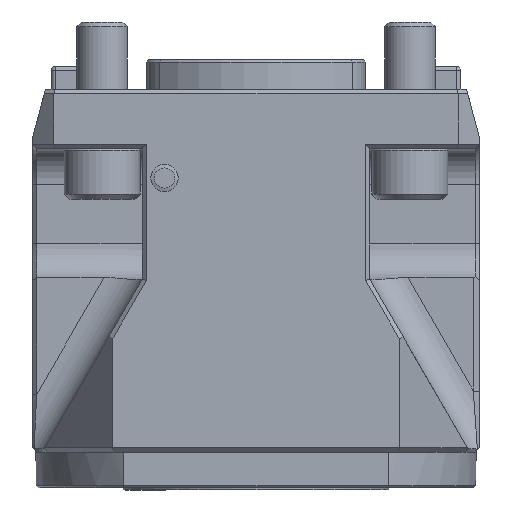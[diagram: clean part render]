
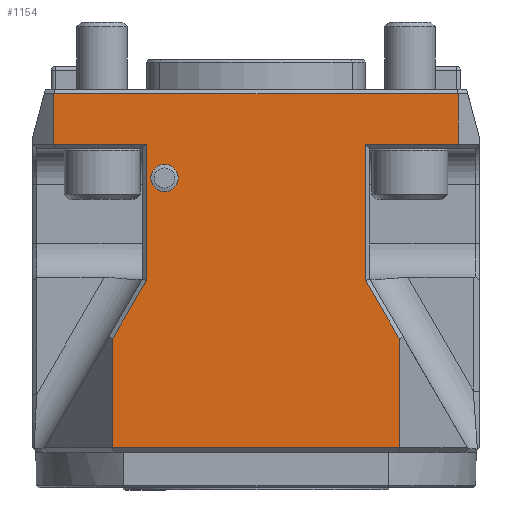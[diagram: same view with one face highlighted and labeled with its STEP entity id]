
A CAD part, left-side view. The second image highlights one B-rep face of the part: STEP entity #1154.
In plain terms, the highlighted planar face has unit normal (-1, 0, 0).
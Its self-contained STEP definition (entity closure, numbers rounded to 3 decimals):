
#138=LINE('',#6815,#547);
#157=LINE('',#6904,#566);
#173=LINE('',#6951,#582);
#183=LINE('',#6971,#592);
#195=LINE('',#7011,#604);
#201=LINE('',#7022,#610);
#202=LINE('',#7023,#611);
#203=LINE('',#7025,#612);
#204=LINE('',#7026,#613);
#205=LINE('',#7028,#614);
#206=LINE('',#7030,#615);
#207=LINE('',#7032,#616);
#547=VECTOR('',#5137,1.);
#566=VECTOR('',#5174,1.);
#582=VECTOR('',#5210,1.);
#592=VECTOR('',#5226,1.);
#604=VECTOR('',#5250,1.);
#610=VECTOR('',#5260,1.);
#611=VECTOR('',#5261,1.);
#612=VECTOR('',#5262,1.);
#613=VECTOR('',#5263,1.);
#614=VECTOR('',#5264,1.);
#615=VECTOR('',#5265,1.);
#616=VECTOR('',#5266,1.);
#1000=FACE_BOUND('',#1827,.T.);
#1001=FACE_BOUND('',#1828,.T.);
#1154=ADVANCED_FACE('',(#1000,#1001),#1406,.F.);
#1406=PLANE('',#4627);
#1827=EDGE_LOOP('',(#2313,#2314,#2315,#2316,#2317,#2318,#2319,#2320,#2321,
#2322,#2323,#2324));
#1828=EDGE_LOOP('',(#2325));
#2313=ORIENTED_EDGE('',*,*,#3869,.F.);
#2314=ORIENTED_EDGE('',*,*,#3890,.T.);
#2315=ORIENTED_EDGE('',*,*,#3838,.T.);
#2316=ORIENTED_EDGE('',*,*,#3891,.F.);
#2317=ORIENTED_EDGE('',*,*,#3892,.T.);
#2318=ORIENTED_EDGE('',*,*,#3884,.F.);
#2319=ORIENTED_EDGE('',*,*,#3812,.T.);
#2320=ORIENTED_EDGE('',*,*,#3893,.T.);
#2321=ORIENTED_EDGE('',*,*,#3894,.T.);
#2322=ORIENTED_EDGE('',*,*,#3895,.T.);
#2323=ORIENTED_EDGE('',*,*,#3896,.T.);
#2324=ORIENTED_EDGE('',*,*,#3859,.T.);
#2325=ORIENTED_EDGE('',*,*,#3897,.F.);
#3399=VERTEX_POINT('',#6810);
#3401=VERTEX_POINT('',#6814);
#3419=VERTEX_POINT('',#6898);
#3422=VERTEX_POINT('',#6903);
#3437=VERTEX_POINT('',#6950);
#3438=VERTEX_POINT('',#6952);
#3444=VERTEX_POINT('',#6970);
#3453=VERTEX_POINT('',#7012);
#3456=VERTEX_POINT('',#7024);
#3457=VERTEX_POINT('',#7027);
#3458=VERTEX_POINT('',#7029);
#3459=VERTEX_POINT('',#7031);
#3460=VERTEX_POINT('',#7034);
#3812=EDGE_CURVE('',#3399,#3401,#138,.T.);
#3838=EDGE_CURVE('',#3419,#3422,#157,.T.);
#3859=EDGE_CURVE('',#3438,#3437,#173,.T.);
#3869=EDGE_CURVE('',#3444,#3437,#183,.T.);
#3884=EDGE_CURVE('',#3399,#3453,#195,.T.);
#3890=EDGE_CURVE('',#3444,#3419,#201,.T.);
#3891=EDGE_CURVE('',#3456,#3422,#202,.T.);
#3892=EDGE_CURVE('',#3456,#3453,#203,.T.);
#3893=EDGE_CURVE('',#3401,#3457,#204,.T.);
#3894=EDGE_CURVE('',#3457,#3458,#205,.T.);
#3895=EDGE_CURVE('',#3458,#3459,#206,.T.);
#3896=EDGE_CURVE('',#3459,#3438,#207,.T.);
#3897=EDGE_CURVE('',#3460,#3460,#4392,.T.);
#4392=CIRCLE('',#4626,3.248);
#4626=AXIS2_PLACEMENT_3D('',#7033,#5267,#5268);
#4627=AXIS2_PLACEMENT_3D('',#7035,#5269,#5270);
#5137=DIRECTION('',(0.,0.5,0.866));
#5174=DIRECTION('',(0.,0.5,-0.866));
#5210=DIRECTION('',(0.,0.,-1.));
#5226=DIRECTION('',(0.,1.,0.));
#5250=DIRECTION('',(0.,0.,-1.));
#5260=DIRECTION('',(0.,0.,-1.));
#5261=DIRECTION('',(0.,0.,1.));
#5262=DIRECTION('',(0.,-1.,0.));
#5263=DIRECTION('',(0.,0.,1.));
#5264=DIRECTION('',(0.,-1.,0.));
#5265=DIRECTION('',(0.,0.,1.));
#5266=DIRECTION('',(0.,1.,0.));
#5267=DIRECTION('',(-1.,0.,0.));
#5268=DIRECTION('',(0.,-1.,0.));
#5269=DIRECTION('',(1.,0.,0.));
#5270=DIRECTION('',(0.,0.,-1.));
#6810=CARTESIAN_POINT('',(-58.,-34.072,-59.248));
#6814=CARTESIAN_POINT('',(-58.,-26.,-45.268));
#6815=CARTESIAN_POINT('',(-58.,-23.887,-41.609));
#6898=CARTESIAN_POINT('',(-58.,26.,-45.268));
#6903=CARTESIAN_POINT('',(-58.,34.072,-59.248));
#6904=CARTESIAN_POINT('',(-58.,50.387,-87.508));
#6950=CARTESIAN_POINT('',(-58.,48.,-13.));
#6951=CARTESIAN_POINT('',(-58.,48.,-86.));
#6952=CARTESIAN_POINT('',(-58.,48.,-1.));
#6970=CARTESIAN_POINT('',(-58.,26.,-13.));
#6971=CARTESIAN_POINT('',(-58.,27.,-13.));
#7011=CARTESIAN_POINT('',(-58.,-34.072,-86.));
#7012=CARTESIAN_POINT('',(-58.,-34.072,-85.));
#7022=CARTESIAN_POINT('',(-58.,26.,-45.));
#7023=CARTESIAN_POINT('',(-58.,34.072,-86.));
#7024=CARTESIAN_POINT('',(-58.,34.072,-85.));
#7025=CARTESIAN_POINT('',(-58.,53.,-85.));
#7026=CARTESIAN_POINT('',(-58.,-26.,-14.));
#7027=CARTESIAN_POINT('',(-58.,-26.,-13.));
#7028=CARTESIAN_POINT('',(-58.,-48.,-13.));
#7029=CARTESIAN_POINT('',(-58.,-48.,-13.));
#7030=CARTESIAN_POINT('',(-58.,-48.,-11.5));
#7031=CARTESIAN_POINT('',(-58.,-48.,-1.));
#7032=CARTESIAN_POINT('',(-58.,53.,-1.));
#7033=CARTESIAN_POINT('',(-58.,21.7,-21.));
#7034=CARTESIAN_POINT('',(-58.,18.452,-21.));
#7035=CARTESIAN_POINT('',(-58.,53.,-86.));
